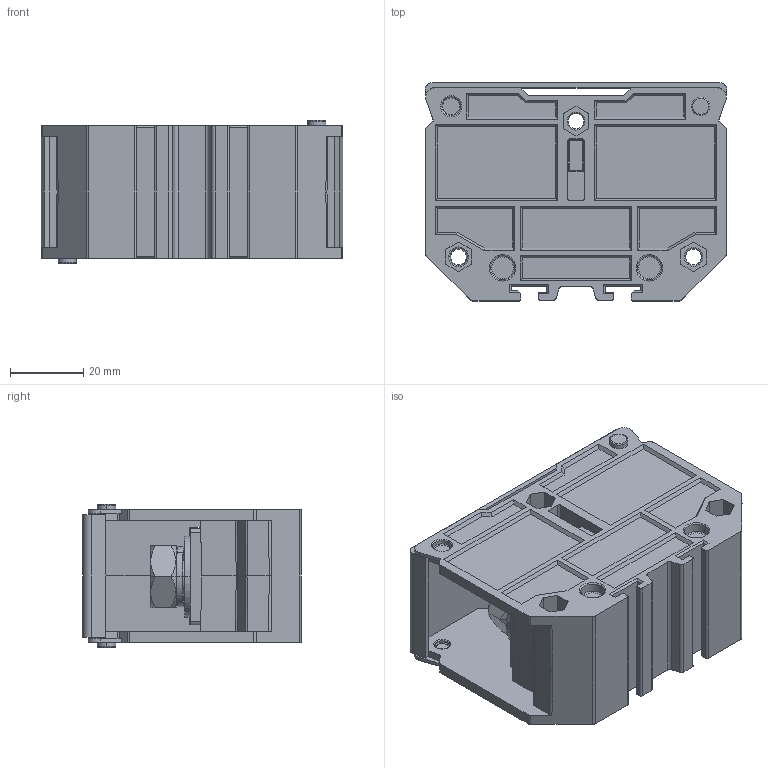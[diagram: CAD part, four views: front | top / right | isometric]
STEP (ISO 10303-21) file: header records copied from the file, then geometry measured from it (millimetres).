
FILE_DESCRIPTION((''),'2;1');
FILE_NAME('UTD200I_SW0001','2022-10-17T',('Administrator'),(''),'PRO/ENGINEER BY PARAMETRIC TECHNOLOGY CORPORATION, 2013230','PRO/ENGINEER BY PARAMETRIC TECHNOLOGY CORPORATION, 2013230','');
FILE_SCHEMA(('CONFIG_CONTROL_DESIGN'));
Length unit declared in the file: millimetre
Products named in the file (1): UTD200I_SW0001
Bounding box: 82.21 x 59.4 x 39 mm (x, y, z)
Volume: 65706.1 mm3; surface area: 47489.8 mm2
Topology: 3 solids, 4 shells, 921 faces, 2378 edges, 1489 vertices
Faces by surface type: plane 507, cylinder 198, torus 92, bspline 86, cone 36, sphere 2
Entity records: 32797 total; most frequent: CARTESIAN_POINT 10810, ORIENTED_EDGE 4744, DIRECTION 4242, EDGE_CURVE 2372, VECTOR 1540, LINE 1540, VERTEX_POINT 1489, AXIS2_PLACEMENT_3D 1351
